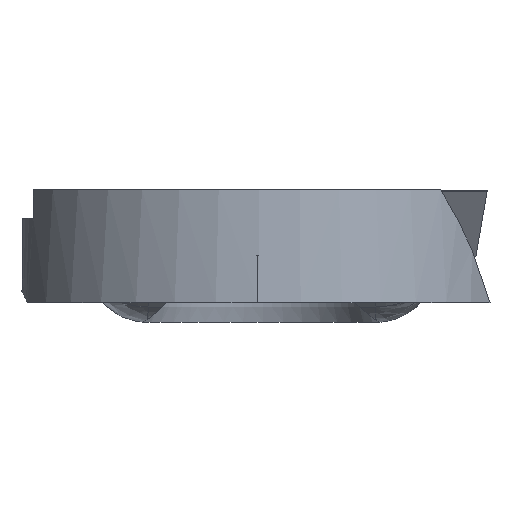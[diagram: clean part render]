
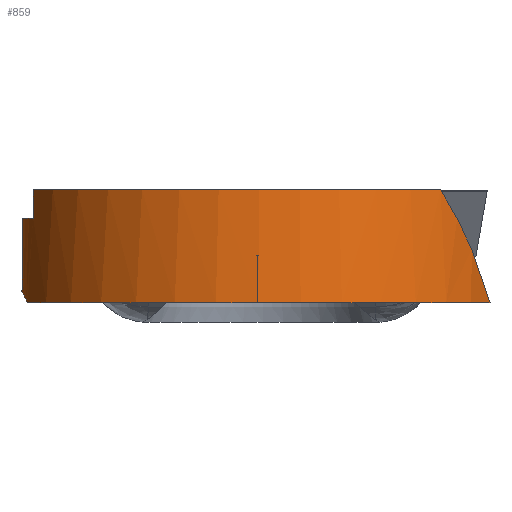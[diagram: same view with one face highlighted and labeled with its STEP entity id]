
A CAD part, top view. The second image highlights one B-rep face of the part: STEP entity #859.
In plain terms, the highlighted cylindrical face has radius 26.184 mm (diameter 52.368 mm), a partial arc.
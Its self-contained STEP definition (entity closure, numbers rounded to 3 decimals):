
#52=CIRCLE('',#927,26.184);
#53=CIRCLE('',#929,26.184);
#54=CIRCLE('',#930,26.184);
#112=FACE_OUTER_BOUND('',#162,.T.);
#162=EDGE_LOOP('',(#615,#616,#617,#618,#619,#620,#621));
#229=LINE('',#1269,#306);
#230=LINE('',#1273,#307);
#306=VECTOR('',#1037,10.);
#307=VECTOR('',#1040,10.);
#366=ELLIPSE('',#924,45.65,26.184);
#367=ELLIPSE('',#931,31.965,26.184);
#377=VERTEX_POINT('',#1234);
#378=VERTEX_POINT('',#1236);
#383=VERTEX_POINT('',#1250);
#390=VERTEX_POINT('',#1266);
#391=VERTEX_POINT('',#1268);
#392=VERTEX_POINT('',#1270);
#393=VERTEX_POINT('',#1272);
#462=EDGE_CURVE('',#378,#377,#366,.T.);
#469=EDGE_CURVE('',#383,#378,#52,.T.);
#477=EDGE_CURVE('',#377,#390,#53,.T.);
#478=EDGE_CURVE('',#390,#391,#229,.T.);
#479=EDGE_CURVE('',#391,#392,#54,.T.);
#480=EDGE_CURVE('',#392,#393,#230,.T.);
#481=EDGE_CURVE('',#393,#383,#367,.T.);
#615=ORIENTED_EDGE('',*,*,#462,.T.);
#616=ORIENTED_EDGE('',*,*,#477,.T.);
#617=ORIENTED_EDGE('',*,*,#478,.T.);
#618=ORIENTED_EDGE('',*,*,#479,.T.);
#619=ORIENTED_EDGE('',*,*,#480,.T.);
#620=ORIENTED_EDGE('',*,*,#481,.T.);
#621=ORIENTED_EDGE('',*,*,#469,.T.);
#842=CYLINDRICAL_SURFACE('',#928,26.184);
#859=ADVANCED_FACE('',(#112),#842,.T.);
#924=AXIS2_PLACEMENT_3D('',#1237,#1012,#1013);
#927=AXIS2_PLACEMENT_3D('',#1251,#1024,#1025);
#928=AXIS2_PLACEMENT_3D('',#1265,#1033,#1034);
#929=AXIS2_PLACEMENT_3D('',#1267,#1035,#1036);
#930=AXIS2_PLACEMENT_3D('',#1271,#1038,#1039);
#931=AXIS2_PLACEMENT_3D('',#1274,#1041,#1042);
#1012=DIRECTION('center_axis',(0.,-0.574,0.819));
#1013=DIRECTION('ref_axis',(0.,0.819,0.574));
#1024=DIRECTION('center_axis',(0.,1.,0.));
#1025=DIRECTION('ref_axis',(-0.875,0.,0.484));
#1033=DIRECTION('center_axis',(0.,-1.,0.));
#1034=DIRECTION('ref_axis',(-0.875,0.,0.484));
#1035=DIRECTION('center_axis',(0.,-1.,0.));
#1036=DIRECTION('ref_axis',(-0.875,0.,0.484));
#1037=DIRECTION('',(0.,-1.,0.));
#1038=DIRECTION('center_axis',(0.,-1.,0.));
#1039=DIRECTION('ref_axis',(-0.875,0.,0.484));
#1040=DIRECTION('',(0.,-1.,0.));
#1041=DIRECTION('center_axis',(0.,0.819,0.574));
#1042=DIRECTION('ref_axis',(0.,-0.574,0.819));
#1234=CARTESIAN_POINT('',(32.008,139.725,207.348));
#1236=CARTESIAN_POINT('',(37.248,127.781,198.985));
#1237=CARTESIAN_POINT('Origin',(12.837,114.255,189.514));
#1250=CARTESIAN_POINT('',(-11.646,127.781,198.797));
#1251=CARTESIAN_POINT('Origin',(12.837,127.781,189.514));
#1265=CARTESIAN_POINT('Origin',(12.837,127.781,189.514));
#1266=CARTESIAN_POINT('',(-11.069,139.725,200.196));
#1267=CARTESIAN_POINT('Origin',(12.837,139.725,189.514));
#1268=CARTESIAN_POINT('',(-11.069,136.725,200.196));
#1269=CARTESIAN_POINT('',(-11.069,127.781,200.196));
#1270=CARTESIAN_POINT('',(-12.249,136.725,197.017));
#1271=CARTESIAN_POINT('Origin',(12.837,136.725,189.514));
#1272=CARTESIAN_POINT('',(-12.249,129.027,197.017));
#1273=CARTESIAN_POINT('',(-12.249,127.781,197.017));
#1274=CARTESIAN_POINT('Origin',(12.837,134.281,189.514));
